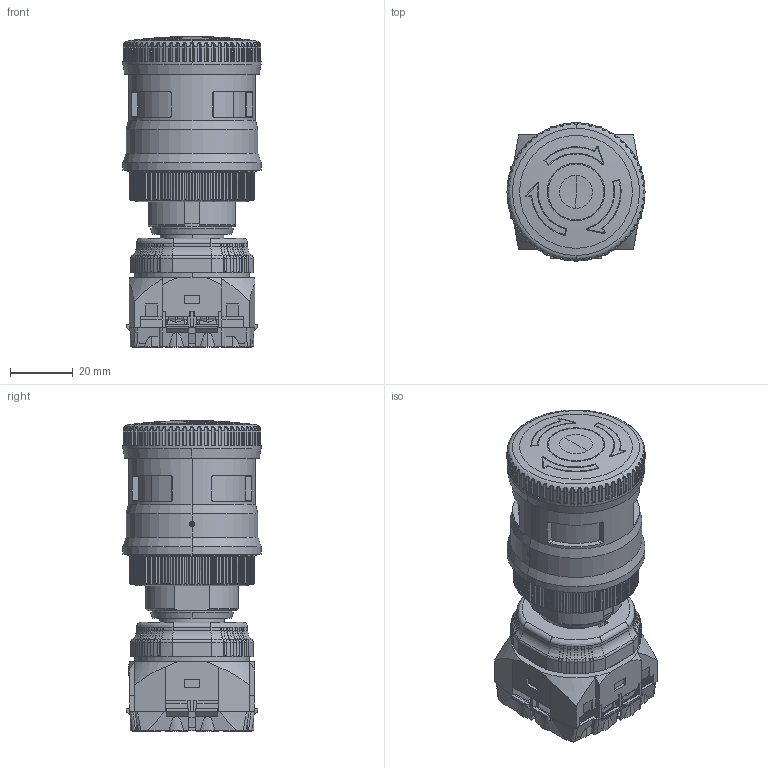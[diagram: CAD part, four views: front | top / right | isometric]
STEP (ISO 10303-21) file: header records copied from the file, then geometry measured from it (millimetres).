
FILE_DESCRIPTION (( 'STEP AP203' ), '1' );
FILE_NAME ('AR30VPL-12E3R.step', '2022-08-18T16:16:40', ( '' ), ( '' ), 'SwSTEP 2.0', 'SolidWorks 2021', '' );
FILE_SCHEMA (( 'CONFIG_CONTROL_DESIGN' ));
Products named in the file (1): AR30VPL-12E3R
Bounding box: 44 x 44 x 99 mm (x, y, z)
Volume: 100800.8 mm3; surface area: 70365.4 mm2
Topology: 32 solids, 32 shells, 2480 faces, 6640 edges, 4277 vertices
Faces by surface type: cylinder 1119, plane 1039, cone 180, bspline 142
Entity records: 89845 total; most frequent: CARTESIAN_POINT 28113, ORIENTED_EDGE 13280, DIRECTION 12647, EDGE_CURVE 6640, AXIS2_PLACEMENT_3D 4541, VERTEX_POINT 4277, VECTOR 3565, LINE 3565
